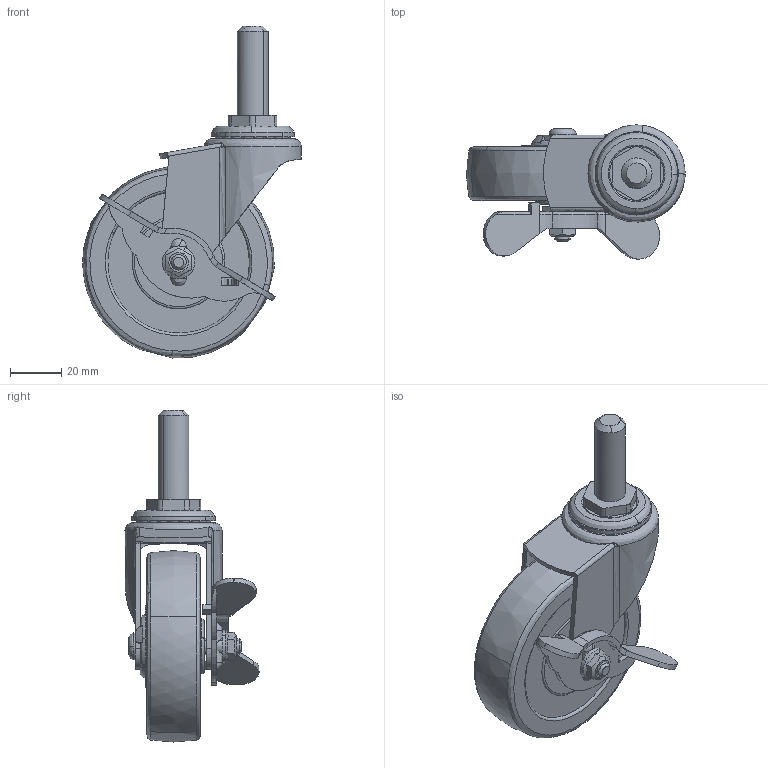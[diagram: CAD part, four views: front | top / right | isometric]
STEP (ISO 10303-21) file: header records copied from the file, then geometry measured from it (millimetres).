
FILE_DESCRIPTION((''),'2;1');
FILE_NAME('','2006-01-18T13:33:48',(''),(''),'','CADfix','');
FILE_SCHEMA(('AUTOMOTIVE_DESIGN'));
Length unit declared in the file: millimetre
Products named in the file (7): wheel; mounting plate; main shaft; lever; body; axle; No_415_EA_R75_3_11287_36
Assembly tree (6 placements, depth 2):
  No_415_EA_R75_3_11287_36
    wheel
    mounting plate
    main shaft
    lever
    body
    axle
Bounding box: 85.49 x 52.44 x 129.93 mm (x, y, z)
Volume: 115561.6 mm3; surface area: 37709.7 mm2
Topology: 6 solids, 6 shells, 321 faces, 1169 edges, 888 vertices
Faces by surface type: bspline 321
Entity records: 22805 total; most frequent: CARTESIAN_POINT 15751, ORIENTED_EDGE 2330, EDGE_CURVE 1165, VERTEX_POINT 887, B_SPLINE_CURVE_WITH_KNOTS 837, EDGE_LOOP 442, QUASI_UNIFORM_CURVE 324, FACE_OUTER_BOUND 319
